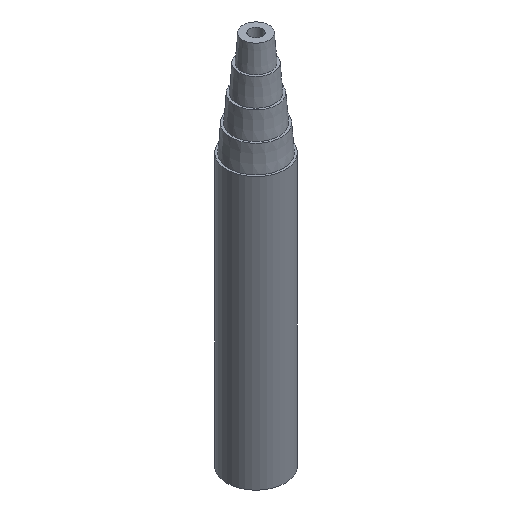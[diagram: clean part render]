
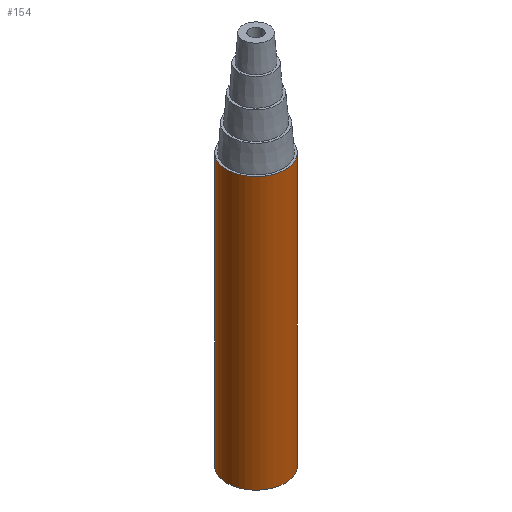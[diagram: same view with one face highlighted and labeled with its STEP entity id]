
A CAD part, isometric view. The second image highlights one B-rep face of the part: STEP entity #154.
In plain terms, the highlighted cylindrical face has radius 6.75 mm (diameter 13.5 mm), a full revolution.
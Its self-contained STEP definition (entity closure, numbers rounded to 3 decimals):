
#14=CYLINDRICAL_SURFACE($,#182,6.75);
#21=FACE_OUTER_BOUND($,#68,.T.);
#43=FACE_BOUND($,#69,.T.);
#68=EDGE_LOOP($,(#133));
#69=EDGE_LOOP($,(#134));
#73=CIRCLE($,#161,6.75);
#84=CIRCLE($,#183,6.75);
#86=VERTEX_POINT($,#243);
#97=VERTEX_POINT($,#276);
#99=EDGE_CURVE($,#86,#86,#73,.T.);
#110=EDGE_CURVE($,#97,#97,#84,.T.);
#133=ORIENTED_EDGE($,*,*,#99,.F.);
#134=ORIENTED_EDGE($,*,*,#110,.F.);
#154=ADVANCED_FACE($,(#21,#43),#14,.T.);
#161=AXIS2_PLACEMENT_3D($,#244,#191,#192);
#182=AXIS2_PLACEMENT_3D($,#275,#233,#234);
#183=AXIS2_PLACEMENT_3D($,#277,#235,#236);
#191=DIRECTION('center_axis',(0.,0.,1.));
#192=DIRECTION('ref_axis',(-1.,0.,0.));
#233=DIRECTION('center_axis',(0.,0.,1.));
#234=DIRECTION('ref_axis',(-1.,0.,0.));
#235=DIRECTION('center_axis',(0.,0.,-1.));
#236=DIRECTION('ref_axis',(-1.,0.,0.));
#243=CARTESIAN_POINT('',(-6.75,0.,62.6));
#244=CARTESIAN_POINT('Origin',(0.,0.,62.6));
#275=CARTESIAN_POINT('Origin',(0.,0.,0.));
#276=CARTESIAN_POINT('',(6.75,0.,0.));
#277=CARTESIAN_POINT('Origin',(0.,0.,0.));
